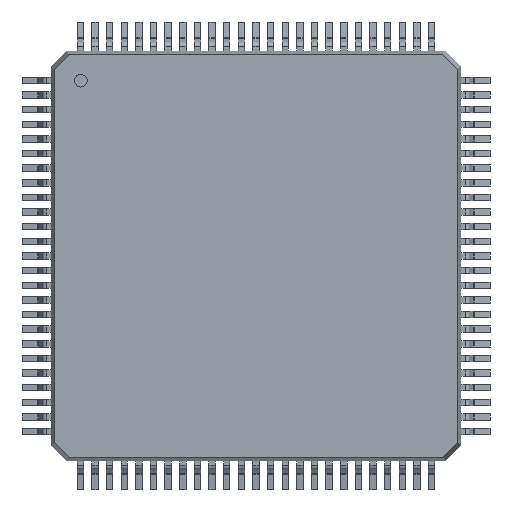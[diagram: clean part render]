
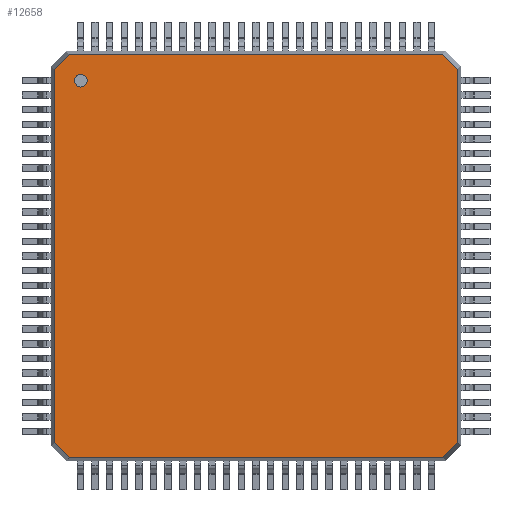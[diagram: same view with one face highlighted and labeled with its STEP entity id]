
A CAD part, top view. The second image highlights one B-rep face of the part: STEP entity #12658.
In plain terms, the highlighted planar face has unit normal (0, 0, 1).
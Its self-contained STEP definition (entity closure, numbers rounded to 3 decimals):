
#407 = DIRECTION ( 'NONE',  ( 1., 0., 0. ) ) ;
#568 = LINE ( 'NONE', #44248, #8606 ) ;
#1408 = VECTOR ( 'NONE', #21513, 1000. ) ;
#1844 = CARTESIAN_POINT ( 'NONE',  ( 0., 0., 0.5 ) ) ;
#2118 = ORIENTED_EDGE ( 'NONE', *, *, #11070, .T. ) ;
#2489 = LINE ( 'NONE', #14642, #1408 ) ;
#2702 = CARTESIAN_POINT ( 'NONE',  ( 13.359, 13.894, 0.5 ) ) ;
#2710 = EDGE_CURVE ( 'NONE', #8677, #5202, #40081, .T. ) ;
#3413 = ORIENTED_EDGE ( 'NONE', *, *, #42568, .T. ) ;
#4447 = ORIENTED_EDGE ( 'NONE', *, *, #30442, .T. ) ;
#4537 = ORIENTED_EDGE ( 'NONE', *, *, #42511, .T. ) ;
#5199 = VERTEX_POINT ( 'NONE', #32310 ) ;
#5202 = VERTEX_POINT ( 'NONE', #8314 ) ;
#5299 = DIRECTION ( 'NONE',  ( -1., 0., 0. ) ) ;
#5560 = VECTOR ( 'NONE', #6777, 1000. ) ;
#6265 = DIRECTION ( 'NONE',  ( -1., 0., 0. ) ) ;
#6473 = CARTESIAN_POINT ( 'NONE',  ( 13.349, 13.904, 0.5 ) ) ;
#6777 = DIRECTION ( 'NONE',  ( 0., -1., 0. ) ) ;
#8314 = CARTESIAN_POINT ( 'NONE',  ( 13.383, 0.106, 0.5 ) ) ;
#8606 = VECTOR ( 'NONE', #40975, 1000. ) ;
#8677 = VERTEX_POINT ( 'NONE', #36306 ) ;
#8980 = CIRCLE ( 'NONE', #13483, 0.214 ) ;
#9576 = AXIS2_PLACEMENT_3D ( 'NONE', #1844, #25824, #5299 ) ;
#9700 = VECTOR ( 'NONE', #6265, 1000. ) ;
#9918 = DIRECTION ( 'NONE',  ( -0.723, 0.691, 0. ) ) ;
#11070 = EDGE_CURVE ( 'NONE', #31604, #18763, #18832, .T. ) ;
#11406 = EDGE_CURVE ( 'NONE', #36866, #44144, #11809, .T. ) ;
#11809 = CIRCLE ( 'NONE', #17987, 0.214 ) ;
#11926 = CARTESIAN_POINT ( 'NONE',  ( 1.016, 12.984, 0.5 ) ) ;
#11966 = CARTESIAN_POINT ( 'NONE',  ( 13.894, 0., 0.5 ) ) ;
#12658 = ADVANCED_FACE ( 'NONE', ( #26704, #36900 ), #32591, .F. ) ;
#13483 = AXIS2_PLACEMENT_3D ( 'NONE', #18434, #42337, #21863 ) ;
#14635 = ORIENTED_EDGE ( 'NONE', *, *, #11406, .F. ) ;
#14642 = CARTESIAN_POINT ( 'NONE',  ( 0.096, 13.349, 0.5 ) ) ;
#15180 = CARTESIAN_POINT ( 'NONE',  ( 0.802, 12.984, 0.5 ) ) ;
#15373 = DIRECTION ( 'NONE',  ( 1., 0., 0. ) ) ;
#16573 = EDGE_CURVE ( 'NONE', #44144, #36866, #8980, .T. ) ;
#16794 = CARTESIAN_POINT ( 'NONE',  ( 0.617, 13.894, 0.5 ) ) ;
#16800 = VECTOR ( 'NONE', #9918, 1000. ) ;
#17091 = EDGE_CURVE ( 'NONE', #18763, #23178, #2489, .T. ) ;
#17987 = AXIS2_PLACEMENT_3D ( 'NONE', #11926, #35940, #15373 ) ;
#18434 = CARTESIAN_POINT ( 'NONE',  ( 1.016, 12.984, 0.5 ) ) ;
#18763 = VERTEX_POINT ( 'NONE', #16794 ) ;
#18832 = LINE ( 'NONE', #30252, #9700 ) ;
#20949 = EDGE_CURVE ( 'NONE', #24508, #5199, #24167, .T. ) ;
#21513 = DIRECTION ( 'NONE',  ( -0.691, -0.723, 0. ) ) ;
#21863 = DIRECTION ( 'NONE',  ( 1., 0., 0. ) ) ;
#21890 = VECTOR ( 'NONE', #407, 1000. ) ;
#23178 = VERTEX_POINT ( 'NONE', #25287 ) ;
#23730 = EDGE_LOOP ( 'NONE', ( #14635, #40525 ) ) ;
#24167 = LINE ( 'NONE', #11966, #31184 ) ;
#24226 = CARTESIAN_POINT ( 'NONE',  ( 0., 0.106, 0.5 ) ) ;
#24508 = VERTEX_POINT ( 'NONE', #44102 ) ;
#25143 = VECTOR ( 'NONE', #33458, 1000. ) ;
#25287 = CARTESIAN_POINT ( 'NONE',  ( 0.106, 13.359, 0.5 ) ) ;
#25824 = DIRECTION ( 'NONE',  ( 0., 0., -1. ) ) ;
#26704 = FACE_BOUND ( 'NONE', #23730, .T. ) ;
#27067 = EDGE_LOOP ( 'NONE', ( #28279, #4447, #28620, #4537, #2118, #36783, #3413, #39676 ) ) ;
#28279 = ORIENTED_EDGE ( 'NONE', *, *, #2710, .T. ) ;
#28553 = CARTESIAN_POINT ( 'NONE',  ( 1.23, 12.984, 0.5 ) ) ;
#28620 = ORIENTED_EDGE ( 'NONE', *, *, #20949, .T. ) ;
#29053 = DIRECTION ( 'NONE',  ( 0., 1., 0. ) ) ;
#29978 = CARTESIAN_POINT ( 'NONE',  ( 0.638, 0.109, 0.5 ) ) ;
#30252 = CARTESIAN_POINT ( 'NONE',  ( 0., 13.894, 0.5 ) ) ;
#30442 = EDGE_CURVE ( 'NONE', #5202, #24508, #568, .T. ) ;
#31184 = VECTOR ( 'NONE', #29053, 1000. ) ;
#31583 = EDGE_CURVE ( 'NONE', #39865, #8677, #35369, .T. ) ;
#31604 = VERTEX_POINT ( 'NONE', #2702 ) ;
#32310 = CARTESIAN_POINT ( 'NONE',  ( 13.894, 13.383, 0.5 ) ) ;
#32591 = PLANE ( 'NONE',  #9576 ) ;
#32921 = LINE ( 'NONE', #34082, #5560 ) ;
#33458 = DIRECTION ( 'NONE',  ( 0.723, -0.691, 0. ) ) ;
#34082 = CARTESIAN_POINT ( 'NONE',  ( 0.106, 0., 0.5 ) ) ;
#35093 = LINE ( 'NONE', #6473, #16800 ) ;
#35369 = LINE ( 'NONE', #29978, #25143 ) ;
#35940 = DIRECTION ( 'NONE',  ( 0., 0., 1. ) ) ;
#36306 = CARTESIAN_POINT ( 'NONE',  ( 0.641, 0.106, 0.5 ) ) ;
#36783 = ORIENTED_EDGE ( 'NONE', *, *, #17091, .T. ) ;
#36866 = VERTEX_POINT ( 'NONE', #28553 ) ;
#36900 = FACE_OUTER_BOUND ( 'NONE', #27067, .T. ) ;
#39676 = ORIENTED_EDGE ( 'NONE', *, *, #31583, .T. ) ;
#39865 = VERTEX_POINT ( 'NONE', #39941 ) ;
#39941 = CARTESIAN_POINT ( 'NONE',  ( 0.106, 0.617, 0.5 ) ) ;
#40081 = LINE ( 'NONE', #24226, #21890 ) ;
#40525 = ORIENTED_EDGE ( 'NONE', *, *, #16573, .F. ) ;
#40975 = DIRECTION ( 'NONE',  ( 0.691, 0.723, 0. ) ) ;
#42337 = DIRECTION ( 'NONE',  ( 0., 0., 1. ) ) ;
#42511 = EDGE_CURVE ( 'NONE', #5199, #31604, #35093, .T. ) ;
#42568 = EDGE_CURVE ( 'NONE', #23178, #39865, #32921, .T. ) ;
#44102 = CARTESIAN_POINT ( 'NONE',  ( 13.894, 0.641, 0.5 ) ) ;
#44144 = VERTEX_POINT ( 'NONE', #15180 ) ;
#44248 = CARTESIAN_POINT ( 'NONE',  ( 13.891, 0.638, 0.5 ) ) ;
